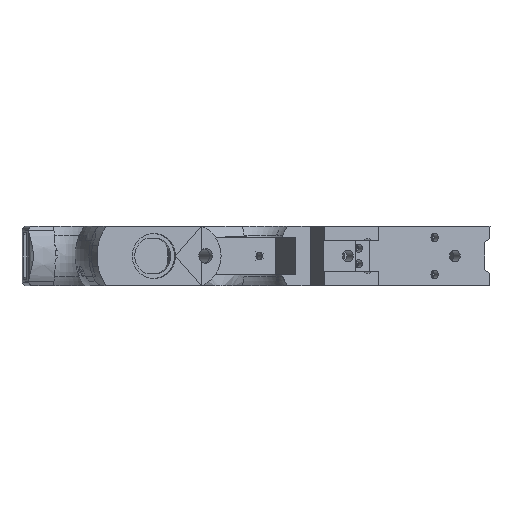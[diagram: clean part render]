
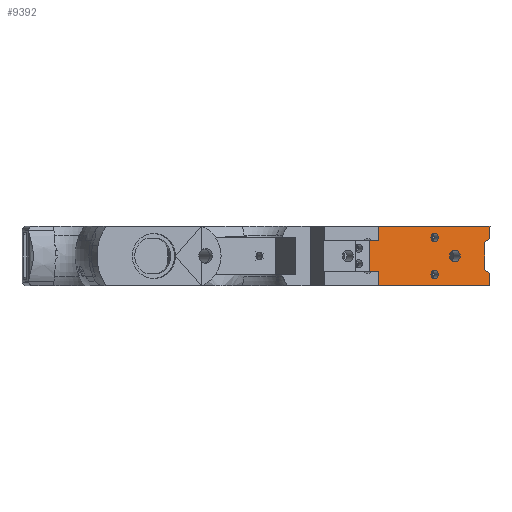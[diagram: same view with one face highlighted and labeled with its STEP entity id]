
A CAD part, left-side view. The second image highlights one B-rep face of the part: STEP entity #9392.
In plain terms, the highlighted planar face has unit normal (-0.899, -0.437, 0).
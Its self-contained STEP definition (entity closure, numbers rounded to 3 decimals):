
#103=FACE_BOUND('',#1764,.T.);
#104=FACE_BOUND('',#1765,.T.);
#105=FACE_BOUND('',#1766,.T.);
#382=CIRCLE('',#9839,17.5);
#384=CIRCLE('',#9842,17.5);
#403=CIRCLE('',#9872,25.);
#1202=FACE_OUTER_BOUND('',#1763,.T.);
#1763=EDGE_LOOP('',(#8472,#8473,#8474,#8475,#8476,#8477,#8478,#8479));
#1764=EDGE_LOOP('',(#8480));
#1765=EDGE_LOOP('',(#8481));
#1766=EDGE_LOOP('',(#8482));
#2551=LINE('',#18443,#3432);
#2571=LINE('',#18475,#3452);
#2603=LINE('',#18527,#3484);
#2612=LINE('',#18539,#3493);
#2613=LINE('',#18541,#3494);
#2642=LINE('',#18609,#3523);
#2643=LINE('',#18610,#3524);
#2687=LINE('',#18724,#3568);
#3432=VECTOR('',#12362,10.);
#3452=VECTOR('',#12386,10.);
#3484=VECTOR('',#12432,10.);
#3493=VECTOR('',#12443,10.);
#3494=VECTOR('',#12446,10.);
#3523=VECTOR('',#12529,10.);
#3524=VECTOR('',#12530,10.);
#3568=VECTOR('',#12676,10.);
#4304=VERTEX_POINT('',#17804);
#4306=VERTEX_POINT('',#17810);
#4313=VERTEX_POINT('',#17863);
#4416=VERTEX_POINT('',#18440);
#4417=VERTEX_POINT('',#18442);
#4426=VERTEX_POINT('',#18472);
#4427=VERTEX_POINT('',#18474);
#4439=VERTEX_POINT('',#18525);
#4440=VERTEX_POINT('',#18526);
#4441=VERTEX_POINT('',#18533);
#4442=VERTEX_POINT('',#18537);
#5419=EDGE_CURVE('',#4304,#4304,#382,.T.);
#5422=EDGE_CURVE('',#4306,#4306,#384,.T.);
#5446=EDGE_CURVE('',#4313,#4313,#403,.T.);
#5693=EDGE_CURVE('',#4417,#4416,#2551,.T.);
#5713=EDGE_CURVE('',#4427,#4426,#2571,.T.);
#5745=EDGE_CURVE('',#4439,#4440,#2603,.T.);
#5754=EDGE_CURVE('',#4441,#4442,#2612,.T.);
#5755=EDGE_CURVE('',#4440,#4441,#2613,.T.);
#5785=EDGE_CURVE('',#4442,#4427,#2642,.T.);
#5786=EDGE_CURVE('',#4416,#4439,#2643,.T.);
#5833=EDGE_CURVE('',#4426,#4417,#2687,.T.);
#8472=ORIENTED_EDGE('',*,*,#5693,.T.);
#8473=ORIENTED_EDGE('',*,*,#5786,.T.);
#8474=ORIENTED_EDGE('',*,*,#5745,.T.);
#8475=ORIENTED_EDGE('',*,*,#5755,.T.);
#8476=ORIENTED_EDGE('',*,*,#5754,.T.);
#8477=ORIENTED_EDGE('',*,*,#5785,.T.);
#8478=ORIENTED_EDGE('',*,*,#5713,.T.);
#8479=ORIENTED_EDGE('',*,*,#5833,.T.);
#8480=ORIENTED_EDGE('',*,*,#5422,.T.);
#8481=ORIENTED_EDGE('',*,*,#5419,.T.);
#8482=ORIENTED_EDGE('',*,*,#5446,.T.);
#8905=PLANE('',#10210);
#9392=ADVANCED_FACE('',(#1202,#103,#104,#105),#8905,.F.);
#9839=AXIS2_PLACEMENT_3D('',#17806,#11692,#11693);
#9842=AXIS2_PLACEMENT_3D('',#17812,#11699,#11700);
#9872=AXIS2_PLACEMENT_3D('',#17865,#11762,#11763);
#10210=AXIS2_PLACEMENT_3D('',#18727,#12679,#12680);
#11692=DIRECTION('center_axis',(0.899,0.437,0.));
#11693=DIRECTION('ref_axis',(-0.437,0.899,0.));
#11699=DIRECTION('center_axis',(0.899,0.437,0.));
#11700=DIRECTION('ref_axis',(-0.437,0.899,0.));
#11762=DIRECTION('center_axis',(0.899,0.437,0.));
#11763=DIRECTION('ref_axis',(-0.437,0.899,0.));
#12362=DIRECTION('',(0.437,-0.899,0.));
#12386=DIRECTION('',(-0.437,0.899,0.));
#12432=DIRECTION('',(-0.343,0.705,0.621));
#12443=DIRECTION('',(0.343,-0.705,0.621));
#12446=DIRECTION('',(0.,0.,1.));
#12529=DIRECTION('',(0.,0.,1.));
#12530=DIRECTION('',(0.,0.,1.));
#12676=DIRECTION('',(0.,0.,-1.));
#12679=DIRECTION('center_axis',(0.899,0.437,0.));
#12680=DIRECTION('ref_axis',(0.,0.,-1.));
#17804=CARTESIAN_POINT('',(474.16,-790.346,204.001));
#17806=CARTESIAN_POINT('Origin',(466.514,-774.605,204.001));
#17810=CARTESIAN_POINT('',(474.16,-790.346,48.));
#17812=CARTESIAN_POINT('Origin',(466.514,-774.604,48.));
#17863=CARTESIAN_POINT('',(518.695,-882.027,126.));
#17865=CARTESIAN_POINT('Origin',(507.771,-859.54,126.));
#18440=CARTESIAN_POINT('',(579.684,-1007.583,0.));
#18442=CARTESIAN_POINT('',(330.122,-493.819,0.001));
#18443=CARTESIAN_POINT('',(251.871,-332.726,0.001));
#18472=CARTESIAN_POINT('',(330.122,-493.819,252.001));
#18474=CARTESIAN_POINT('',(579.684,-1007.583,252.));
#18475=CARTESIAN_POINT('',(251.192,-331.328,252.001));
#18525=CARTESIAN_POINT('',(579.684,-1007.583,51.));
#18526=CARTESIAN_POINT('',(569.197,-985.995,70.));
#18527=CARTESIAN_POINT('',(538.465,-922.727,125.684));
#18533=CARTESIAN_POINT('',(569.197,-985.995,182.));
#18537=CARTESIAN_POINT('',(579.684,-1007.583,201.));
#18539=CARTESIAN_POINT('',(538.465,-922.727,126.317));
#18541=CARTESIAN_POINT('',(569.197,-985.995,126.));
#18609=CARTESIAN_POINT('',(579.684,-1007.583,126.24));
#18610=CARTESIAN_POINT('',(579.684,-1007.583,126.24));
#18724=CARTESIAN_POINT('',(330.122,-493.819,126.001));
#18727=CARTESIAN_POINT('Origin',(483.707,-809.999,126.));
